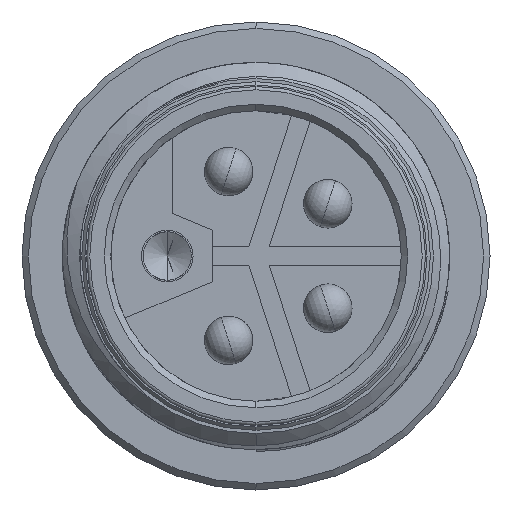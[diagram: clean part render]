
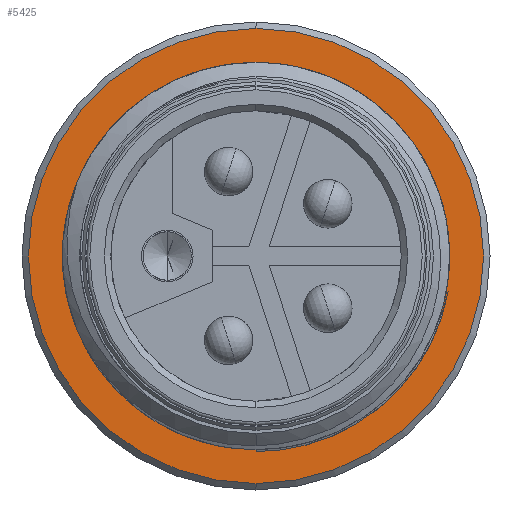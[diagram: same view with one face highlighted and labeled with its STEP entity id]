
A CAD part, left-side view. The second image highlights one B-rep face of the part: STEP entity #5425.
In plain terms, the highlighted planar face has unit normal (-1, 0, 0).
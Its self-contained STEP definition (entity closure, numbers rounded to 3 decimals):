
#62 = PLANE ( 'NONE',  #6722 ) ;
#136 = DIRECTION ( 'NONE',  ( -1., 0., 0. ) ) ;
#147 = VERTEX_POINT ( 'NONE', #2852 ) ;
#205 = DIRECTION ( 'NONE',  ( -1., 0., 0. ) ) ;
#210 = CARTESIAN_POINT ( 'NONE',  ( 7., -5.893, -1.453 ) ) ;
#299 = CIRCLE ( 'NONE', #2797, 6. ) ;
#484 = EDGE_CURVE ( 'NONE', #1319, #4228, #3941, .T. ) ;
#494 = ORIENTED_EDGE ( 'NONE', *, *, #3860, .T. ) ;
#567 = ORIENTED_EDGE ( 'NONE', *, *, #5537, .F. ) ;
#582 = FACE_OUTER_BOUND ( 'NONE', #5762, .T. ) ;
#596 = EDGE_CURVE ( 'NONE', #5125, #147, #4930, .T. ) ;
#647 = CARTESIAN_POINT ( 'NONE',  ( 7., -5.721, -1.918 ) ) ;
#709 = CARTESIAN_POINT ( 'NONE',  ( 7., 0., -7.05 ) ) ;
#744 = CARTESIAN_POINT ( 'NONE',  ( 7., 0., 0. ) ) ;
#754 = VERTEX_POINT ( 'NONE', #2020 ) ;
#807 = DIRECTION ( 'NONE',  ( 0., 0., 1. ) ) ;
#861 = ORIENTED_EDGE ( 'NONE', *, *, #6488, .T. ) ;
#909 = ORIENTED_EDGE ( 'NONE', *, *, #6636, .T. ) ;
#958 = DIRECTION ( 'NONE',  ( 0., 0., -1. ) ) ;
#967 = VERTEX_POINT ( 'NONE', #6386 ) ;
#1116 = CARTESIAN_POINT ( 'NONE',  ( 7., -5.957, -1.106 ) ) ;
#1133 = CARTESIAN_POINT ( 'NONE',  ( 7., -5.404, -2.763 ) ) ;
#1182 = ORIENTED_EDGE ( 'NONE', *, *, #484, .T. ) ;
#1319 = VERTEX_POINT ( 'NONE', #1985 ) ;
#1387 = B_SPLINE_CURVE_WITH_KNOTS ( 'NONE', 3,
 ( #5861, #210, #4352, #6308, #1133, #1773, #3352, #5506, #6569, #1889, #3960, #2350, #3389, #5513, #1972, #1941, #6503, #5444 ),
 .UNSPECIFIED., .F., .F.,
 ( 4, 2, 2, 2, 2, 2, 2, 2, 4 ),
 ( 0., 0.001, 0.002, 0.003, 0.004, 0.005, 0.006, 0.007, 0.008 ),
 .UNSPECIFIED. ) ;
#1447 = DIRECTION ( 'NONE',  ( -1., 0., 0. ) ) ;
#1499 = VERTEX_POINT ( 'NONE', #1116 ) ;
#1573 = FACE_BOUND ( 'NONE', #2872, .T. ) ;
#1667 = DIRECTION ( 'NONE',  ( -1., 0., 0. ) ) ;
#1733 = ORIENTED_EDGE ( 'NONE', *, *, #596, .F. ) ;
#1773 = CARTESIAN_POINT ( 'NONE',  ( 7., -5.048, -3.369 ) ) ;
#1889 = CARTESIAN_POINT ( 'NONE',  ( 7., -3.603, -4.884 ) ) ;
#1941 = CARTESIAN_POINT ( 'NONE',  ( 7., -0.706, -6.028 ) ) ;
#1972 = CARTESIAN_POINT ( 'NONE',  ( 7., -1.394, -5.907 ) ) ;
#1985 = CARTESIAN_POINT ( 'NONE',  ( 7., 0., 7.05 ) ) ;
#2020 = CARTESIAN_POINT ( 'NONE',  ( 7., 0., -6. ) ) ;
#2130 = DIRECTION ( 'NONE',  ( 1., 0., 0. ) ) ;
#2350 = CARTESIAN_POINT ( 'NONE',  ( 7., -2.711, -5.429 ) ) ;
#2797 = AXIS2_PLACEMENT_3D ( 'NONE', #4803, #136, #3255 ) ;
#2821 = DIRECTION ( 'NONE',  ( 0., 0., -1. ) ) ;
#2852 = CARTESIAN_POINT ( 'NONE',  ( 7., 0., 6. ) ) ;
#2872 = EDGE_LOOP ( 'NONE', ( #5186, #861, #567, #1733, #909 ) ) ;
#2990 = CARTESIAN_POINT ( 'NONE',  ( 7., -5.543, -2.296 ) ) ;
#3247 = CARTESIAN_POINT ( 'NONE',  ( 7., -5.861, -1.517 ) ) ;
#3255 = DIRECTION ( 'NONE',  ( 0., 0., 1. ) ) ;
#3272 = DIRECTION ( 'NONE',  ( 0., 0., 1. ) ) ;
#3352 = CARTESIAN_POINT ( 'NONE',  ( 7., -4.846, -3.654 ) ) ;
#3389 = CARTESIAN_POINT ( 'NONE',  ( 7., -2.389, -5.579 ) ) ;
#3628 = AXIS2_PLACEMENT_3D ( 'NONE', #4821, #1667, #3272 ) ;
#3702 = CARTESIAN_POINT ( 'NONE',  ( 7., 6., 0. ) ) ;
#3860 = EDGE_CURVE ( 'NONE', #4228, #1319, #4232, .T. ) ;
#3941 = CIRCLE ( 'NONE', #4827, 7.05 ) ;
#3960 = CARTESIAN_POINT ( 'NONE',  ( 7., -3.317, -5.082 ) ) ;
#4228 = VERTEX_POINT ( 'NONE', #709 ) ;
#4232 = CIRCLE ( 'NONE', #5117, 7.05 ) ;
#4306 = CARTESIAN_POINT ( 'NONE',  ( 7., -5.957, -1.106 ) ) ;
#4352 = CARTESIAN_POINT ( 'NONE',  ( 7., -5.799, -1.79 ) ) ;
#4559 = B_SPLINE_CURVE_WITH_KNOTS ( 'NONE', 3,
 ( #4898, #647, #3247, #4306 ),
 .UNSPECIFIED., .F., .F.,
 ( 4, 4 ),
 ( 0.007, 0.008 ),
 .UNSPECIFIED. ) ;
#4803 = CARTESIAN_POINT ( 'NONE',  ( 7., 0., 0. ) ) ;
#4821 = CARTESIAN_POINT ( 'NONE',  ( 7., 0., 0. ) ) ;
#4827 = AXIS2_PLACEMENT_3D ( 'NONE', #744, #205, #2821 ) ;
#4898 = CARTESIAN_POINT ( 'NONE',  ( 7., -5.543, -2.296 ) ) ;
#4930 = CIRCLE ( 'NONE', #3628, 6. ) ;
#5117 = AXIS2_PLACEMENT_3D ( 'NONE', #6133, #1447, #958 ) ;
#5125 = VERTEX_POINT ( 'NONE', #2990 ) ;
#5186 = ORIENTED_EDGE ( 'NONE', *, *, #6416, .T. ) ;
#5425 = ADVANCED_FACE ( 'NONE', ( #582, #1573 ), #62, .F. ) ;
#5444 = CARTESIAN_POINT ( 'NONE',  ( 7., 0., -6.059 ) ) ;
#5477 = CARTESIAN_POINT ( 'NONE',  ( 7., 0., 0. ) ) ;
#5506 = CARTESIAN_POINT ( 'NONE',  ( 7., -4.394, -4.186 ) ) ;
#5513 = CARTESIAN_POINT ( 'NONE',  ( 7., -1.731, -5.817 ) ) ;
#5537 = EDGE_CURVE ( 'NONE', #147, #754, #299, .T. ) ;
#5762 = EDGE_LOOP ( 'NONE', ( #494, #1182 ) ) ;
#5861 = CARTESIAN_POINT ( 'NONE',  ( 7., -5.957, -1.106 ) ) ;
#6075 = VECTOR ( 'NONE', #807, 1000. ) ;
#6133 = CARTESIAN_POINT ( 'NONE',  ( 7., 0., 0. ) ) ;
#6300 = DIRECTION ( 'NONE',  ( 0., 0., -1. ) ) ;
#6308 = CARTESIAN_POINT ( 'NONE',  ( 7., -5.555, -2.444 ) ) ;
#6386 = CARTESIAN_POINT ( 'NONE',  ( 7., 0., -6.059 ) ) ;
#6416 = EDGE_CURVE ( 'NONE', #1499, #967, #1387, .T. ) ;
#6488 = EDGE_CURVE ( 'NONE', #967, #754, #6618, .T. ) ;
#6503 = CARTESIAN_POINT ( 'NONE',  ( 7., -0.353, -6.059 ) ) ;
#6569 = CARTESIAN_POINT ( 'NONE',  ( 7., -4.141, -4.436 ) ) ;
#6618 = LINE ( 'NONE', #5477, #6075 ) ;
#6636 = EDGE_CURVE ( 'NONE', #5125, #1499, #4559, .T. ) ;
#6722 = AXIS2_PLACEMENT_3D ( 'NONE', #3702, #2130, #6300 ) ;
